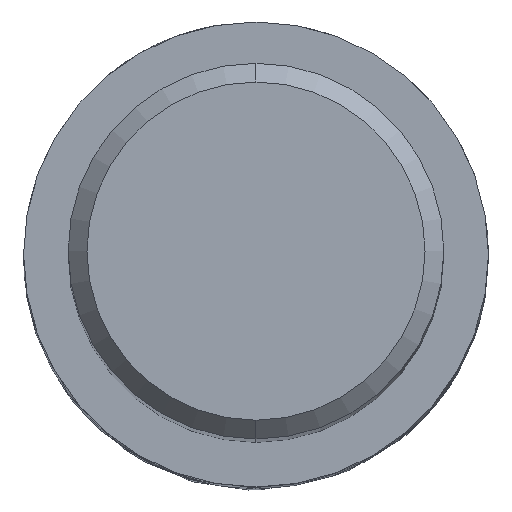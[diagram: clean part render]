
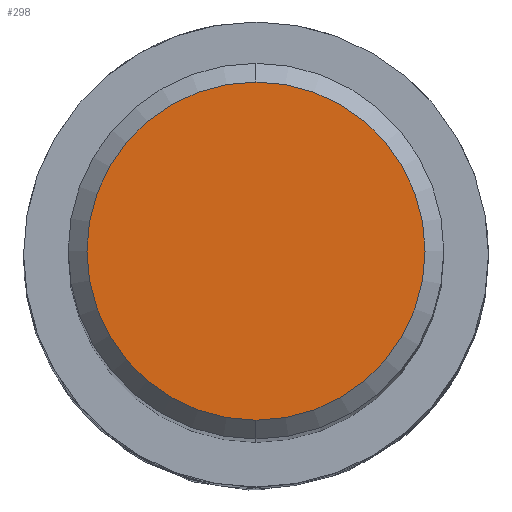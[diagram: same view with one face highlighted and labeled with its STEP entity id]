
A CAD part, top view. The second image highlights one B-rep face of the part: STEP entity #298.
In plain terms, the highlighted planar face has unit normal (0, 0, 1).
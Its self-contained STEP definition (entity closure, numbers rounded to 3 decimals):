
#298=ADVANCED_FACE('',(#831),#832,.T.);
#474=EDGE_CURVE('',#690,#606,#1022,.T.);
#494=EDGE_CURVE('',#606,#690,#1044,.T.);
#606=VERTEX_POINT('',#1167);
#690=VERTEX_POINT('',#1258);
#831=FACE_OUTER_BOUND('',#1412,.T.);
#832=PLANE('',#1413);
#1022=CIRCLE('',#2007,3.6);
#1044=CIRCLE('',#2085,3.6);
#1167=CARTESIAN_POINT('',(0.,-3.6,0.0));
#1258=CARTESIAN_POINT('',(0.0,3.6,0.0));
#1412=EDGE_LOOP('',(#4918,#4919));
#1413=AXIS2_PLACEMENT_3D('',#4920,#4921,#4922);
#2007=AXIS2_PLACEMENT_3D('',#5107,#5108,#5109);
#2085=AXIS2_PLACEMENT_3D('',#5144,#5145,#5146);
#4918=ORIENTED_EDGE('',*,*,#474,.F.);
#4919=ORIENTED_EDGE('',*,*,#494,.F.);
#4920=CARTESIAN_POINT('',(0.0,1.8,0.0));
#4921=DIRECTION('',(-0.0,0.0,1.0));
#4922=DIRECTION('',(0.0,-1.0,0.0));
#5107=CARTESIAN_POINT('',(0.0,0.0,0.0));
#5108=DIRECTION('',(0.0,0.0,-1.0));
#5109=DIRECTION('',(0.0,1.0,0.0));
#5144=CARTESIAN_POINT('',(0.0,0.0,0.0));
#5145=DIRECTION('',(0.0,0.0,-1.0));
#5146=DIRECTION('',(0.0,1.0,0.0));
